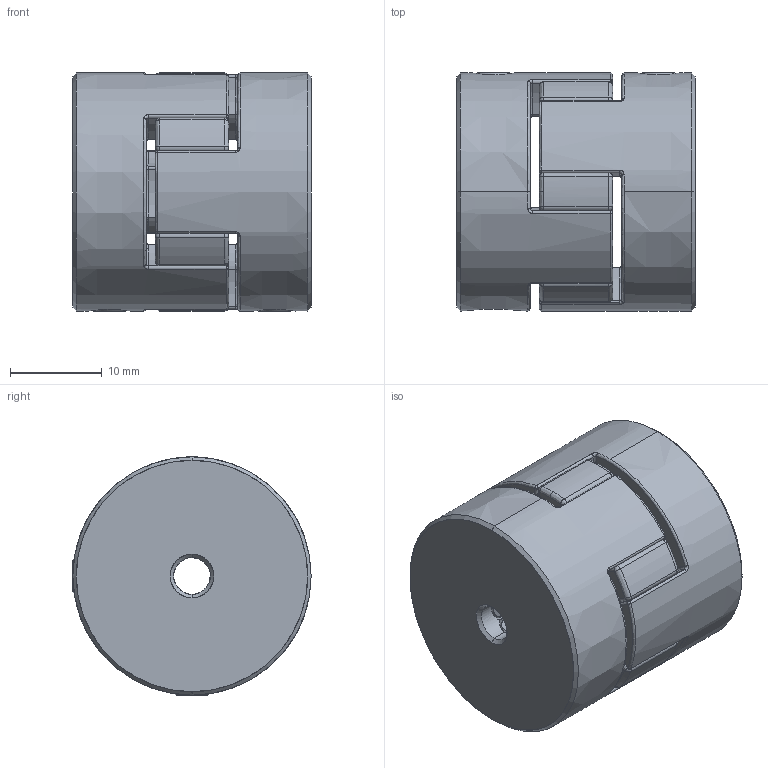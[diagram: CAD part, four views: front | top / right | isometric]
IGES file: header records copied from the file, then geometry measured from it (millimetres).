
Start section: SolidWorks IGES file using analytic representation for surfaces
Global section: file name: CL16-26.igs; native system: SolidWorks 2010; preprocessor: SolidWorks 2010; author: Josh; date: 110810.010330; units: millimetre
Bounding box: 26 x 26 x 26 mm (x, y, z)
Surface area: 7506 mm2 (no closed solid volume)
Topology: 0 solids, 0 shells, 348 faces, 3232 edges, 3208 vertices
Faces by surface type: bspline 177, revolution 171
